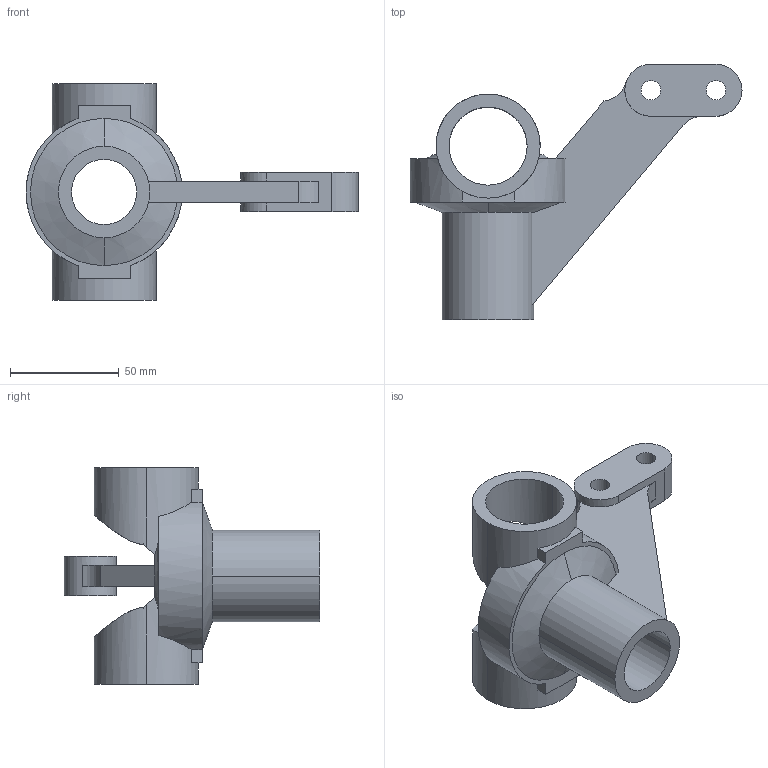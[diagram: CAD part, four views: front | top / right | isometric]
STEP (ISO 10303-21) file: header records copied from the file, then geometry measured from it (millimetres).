
FILE_DESCRIPTION (( 'STEP AP203' ), '1' );
FILE_NAME ('pip.STEP', '2025-05-24T14:18:53', ( '' ), ( '' ), 'SwSTEP 2.0', 'SolidWorks 2023', '' );
FILE_SCHEMA (( 'CONFIG_CONTROL_DESIGN' ));
Length unit declared in the file: millimetre
Products named in the file (1): pip
Bounding box: 153 x 117.77 x 100 mm (x, y, z)
Volume: 176115.2 mm3; surface area: 51558.6 mm2
Topology: 2 solids, 2 shells, 58 faces, 168 edges, 112 vertices
Faces by surface type: cylinder 27, plane 24, torus 5, cone 2
Entity records: 2444 total; most frequent: CARTESIAN_POINT 813, ORIENTED_EDGE 336, DIRECTION 319, EDGE_CURVE 168, AXIS2_PLACEMENT_3D 122, VERTEX_POINT 112, LINE 75, VECTOR 75
